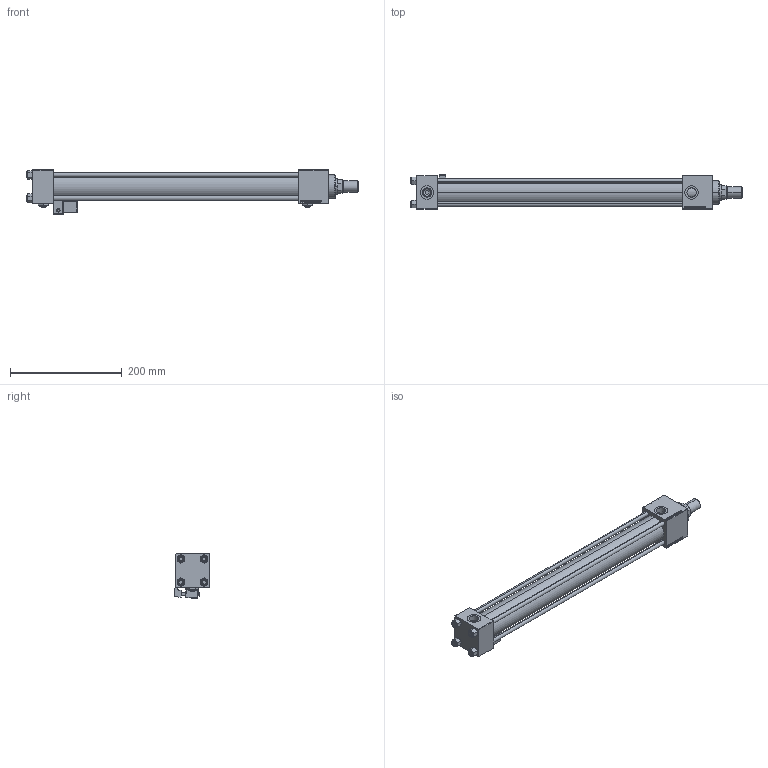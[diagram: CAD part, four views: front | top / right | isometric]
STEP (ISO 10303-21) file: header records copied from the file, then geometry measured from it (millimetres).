
FILE_DESCRIPTION (( 'STEP AP203' ), '1' );
FILE_NAME ('f2c9.STEP', '2024-11-07T07:49:47', ( '' ), ( '' ), 'SwSTEP 2.0', 'SolidWorks 2019', '' );
FILE_SCHEMA (( 'CONFIG_CONTROL_DESIGN' ));
Length unit declared in the file: millimetre
Products named in the file (9): V215CR_MSU a13bd68d18af4c932ab2c34616f1bfcd; V215CR_VCP_C a13bd68d18af4c932ab2c34616f1bfcd; V215CR_C_TYCINKA a13bd68d18af4c932ab2c34616f1bfcd; NUT_M5_C a13bd68d18af4c932ab2c34616f1bfcd; ROD_END_AH a13bd68d18af4c932ab2c34616f1bfcd; V215_VC_A a13bd68d18af4c932ab2c34616f1bfcd; f2c9; Zatka_pro_OIL_PORT a13bd68d18af4c932ab2c34616f1bfcd; V215CR_C_Body a13bd68d18af4c932ab2c34616f1bfcd
Assembly tree (15 placements, depth 2):
  f2c9
    V215CR_C_Body a13bd68d18af4c932ab2c34616f1bfcd
    V215CR_VCP_C a13bd68d18af4c932ab2c34616f1bfcd
    NUT_M5_C a13bd68d18af4c932ab2c34616f1bfcd  x4
    V215CR_C_TYCINKA a13bd68d18af4c932ab2c34616f1bfcd  x4
    V215_VC_A a13bd68d18af4c932ab2c34616f1bfcd
    ROD_END_AH a13bd68d18af4c932ab2c34616f1bfcd
    V215CR_MSU a13bd68d18af4c932ab2c34616f1bfcd
    Zatka_pro_OIL_PORT a13bd68d18af4c932ab2c34616f1bfcd  x2
Bounding box: 593 x 61.9 x 79.42 mm (x, y, z)
Volume: 914398.8 mm3; surface area: 297123 mm2
Topology: 15 solids, 15 shells, 1341 faces, 3315 edges, 2119 vertices
Faces by surface type: plane 607, bspline 392, cone 182, cylinder 132, torus 16, sphere 12
Entity records: 54906 total; most frequent: CARTESIAN_POINT 28144, ORIENTED_EDGE 5906, DIRECTION 4019, EDGE_CURVE 2953, VERTEX_POINT 1917, VECTOR 1747, LINE 1747, EDGE_LOOP 1320
